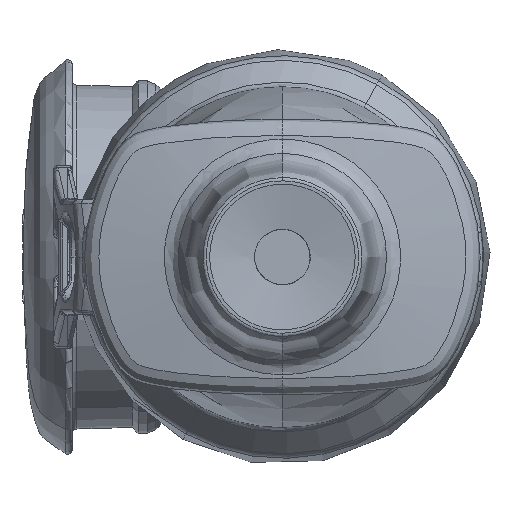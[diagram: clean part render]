
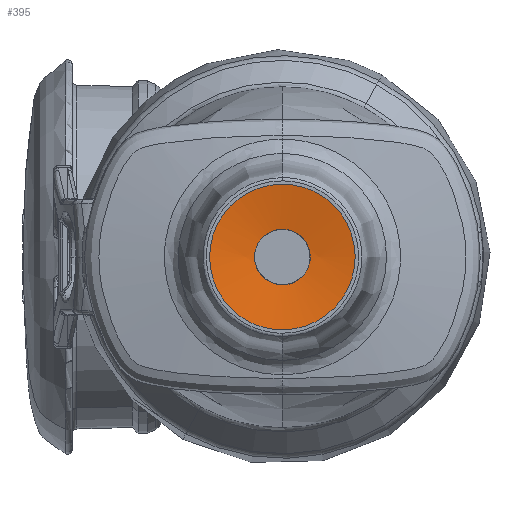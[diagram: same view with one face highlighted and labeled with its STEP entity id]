
A CAD part, left-side view. The second image highlights one B-rep face of the part: STEP entity #395.
In plain terms, the highlighted spherical face has radius 36.135 mm.
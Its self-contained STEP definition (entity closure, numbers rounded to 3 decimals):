
#347=AXIS2_PLACEMENT_3D('Sphere Axis2P3D',#344,#345,#346) ;
#284=CARTESIAN_POINT('Control Point',(-80.361,2.615,1.429)) ;
#285=CARTESIAN_POINT('Control Point',(-80.361,2.186,2.213)) ;
#286=CARTESIAN_POINT('Control Point',(-80.361,1.463,2.837)) ;
#287=CARTESIAN_POINT('Control Point',(-80.361,0.526,3.148)) ;
#288=CARTESIAN_POINT('Control Point',(-80.361,-0.797,3.056)) ;
#289=CARTESIAN_POINT('Control Point',(-80.361,-1.853,2.373)) ;
#290=CARTESIAN_POINT('Control Point',(-80.361,-2.119,2.139)) ;
#291=CARTESIAN_POINT('Control Point',(-80.361,-2.757,1.383)) ;
#292=CARTESIAN_POINT('Control Point',(-80.361,-3.054,0.415)) ;
#293=CARTESIAN_POINT('Control Point',(-80.361,-3.072,-0.245)) ;
#294=CARTESIAN_POINT('Control Point',(-80.361,-2.916,-0.877)) ;
#295=CARTESIAN_POINT('Control Point',(-80.361,-2.615,-1.429)) ;
#296=CARTESIAN_POINT('Vertex',(-80.361,2.615,1.429)) ;
#298=CARTESIAN_POINT('Vertex',(-80.361,-2.615,-1.429)) ;
#324=CARTESIAN_POINT('Control Point',(-80.361,2.615,1.429)) ;
#325=CARTESIAN_POINT('Control Point',(-80.361,2.932,0.847)) ;
#326=CARTESIAN_POINT('Control Point',(-80.361,3.088,0.178)) ;
#327=CARTESIAN_POINT('Control Point',(-80.361,3.05,-0.52)) ;
#328=CARTESIAN_POINT('Control Point',(-80.361,2.711,-1.477)) ;
#329=CARTESIAN_POINT('Control Point',(-80.361,2.043,-2.204)) ;
#330=CARTESIAN_POINT('Control Point',(-80.361,1.797,-2.409)) ;
#331=CARTESIAN_POINT('Control Point',(-80.361,0.763,-3.058)) ;
#332=CARTESIAN_POINT('Control Point',(-80.361,-0.525,-3.148)) ;
#333=CARTESIAN_POINT('Control Point',(-80.361,-1.463,-2.838)) ;
#334=CARTESIAN_POINT('Control Point',(-80.361,-2.186,-2.214)) ;
#335=CARTESIAN_POINT('Control Point',(-80.361,-2.615,-1.429)) ;
#344=CARTESIAN_POINT('Axis2P3D Location',(-116.373,0.,0.)) ;
#350=CARTESIAN_POINT('Control Point',(-81.09,-3.511,6.965)) ;
#351=CARTESIAN_POINT('Control Point',(-81.09,-4.603,6.415)) ;
#352=CARTESIAN_POINT('Control Point',(-81.09,-5.591,5.648)) ;
#353=CARTESIAN_POINT('Control Point',(-81.09,-6.416,4.691)) ;
#354=CARTESIAN_POINT('Control Point',(-81.09,-7.648,2.495)) ;
#355=CARTESIAN_POINT('Control Point',(-81.09,-7.95,-0.006)) ;
#356=CARTESIAN_POINT('Control Point',(-81.09,-7.847,-1.274)) ;
#357=CARTESIAN_POINT('Control Point',(-81.09,-7.146,-3.694)) ;
#358=CARTESIAN_POINT('Control Point',(-81.09,-5.578,-5.662)) ;
#359=CARTESIAN_POINT('Control Point',(-81.09,-4.61,-6.472)) ;
#360=CARTESIAN_POINT('Control Point',(-81.09,-2.433,-7.659)) ;
#361=CARTESIAN_POINT('Control Point',(-81.09,0.018,-7.941)) ;
#362=CARTESIAN_POINT('Control Point',(-81.09,1.248,-7.843)) ;
#363=CARTESIAN_POINT('Control Point',(-81.09,2.431,-7.509)) ;
#364=CARTESIAN_POINT('Control Point',(-81.09,3.511,-6.965)) ;
#365=CARTESIAN_POINT('Vertex',(-81.09,-3.511,6.965)) ;
#367=CARTESIAN_POINT('Vertex',(-81.09,3.511,-6.965)) ;
#371=CARTESIAN_POINT('Control Point',(-81.09,3.511,-6.965)) ;
#372=CARTESIAN_POINT('Control Point',(-81.09,4.62,-6.406)) ;
#373=CARTESIAN_POINT('Control Point',(-81.09,5.622,-5.624)) ;
#374=CARTESIAN_POINT('Control Point',(-81.09,6.455,-4.645)) ;
#375=CARTESIAN_POINT('Control Point',(-81.09,7.676,-2.419)) ;
#376=CARTESIAN_POINT('Control Point',(-81.09,7.949,0.106)) ;
#377=CARTESIAN_POINT('Control Point',(-81.09,7.831,1.373)) ;
#378=CARTESIAN_POINT('Control Point',(-81.09,7.099,3.784)) ;
#379=CARTESIAN_POINT('Control Point',(-81.09,5.507,5.731)) ;
#380=CARTESIAN_POINT('Control Point',(-81.09,4.53,6.529)) ;
#381=CARTESIAN_POINT('Control Point',(-81.09,2.356,7.679)) ;
#382=CARTESIAN_POINT('Control Point',(-81.09,-0.077,7.937)) ;
#383=CARTESIAN_POINT('Control Point',(-81.09,-1.285,7.833)) ;
#384=CARTESIAN_POINT('Control Point',(-81.09,-2.448,7.501)) ;
#385=CARTESIAN_POINT('Control Point',(-81.09,-3.511,6.965)) ;
#345=DIRECTION('Axis2P3D Direction',(0.,0.,-1.)) ;
#346=DIRECTION('Axis2P3D XDirection',(0.358,0.934,0.)) ;
#388=ORIENTED_EDGE('',*,*,#369,.F.) ;
#389=ORIENTED_EDGE('',*,*,#386,.F.) ;
#392=ORIENTED_EDGE('',*,*,#336,.T.) ;
#393=ORIENTED_EDGE('',*,*,#300,.T.) ;
#394=FACE_BOUND('',#391,.T.) ;
#395=ADVANCED_FACE('EB00228_A.1',(#390,#394),#348,.F.) ;
#283=B_SPLINE_CURVE_WITH_KNOTS('',5,(#284,#285,#286,#287,#288,#289,#290,#291,#292,#293,#294,#295),.UNSPECIFIED.,.F.,.U.,(6,3,3,6),(6.643,12.988,15.473,19.934),.UNSPECIFIED.) ;
#323=B_SPLINE_CURVE_WITH_KNOTS('',5,(#324,#325,#326,#327,#328,#329,#330,#331,#332,#333,#334,#335),.UNSPECIFIED.,.F.,.U.,(6,3,3,6),(0.,4.699,6.944,13.292),.UNSPECIFIED.) ;
#349=B_SPLINE_CURVE_WITH_KNOTS('',5,(#350,#351,#352,#353,#354,#355,#356,#357,#358,#359,#360,#361,#362,#363,#364),.UNSPECIFIED.,.F.,.U.,(6,3,3,3,6),(0.,8.713,17.47,26.186,34.808),.UNSPECIFIED.) ;
#370=B_SPLINE_CURVE_WITH_KNOTS('',5,(#371,#372,#373,#374,#375,#376,#377,#378,#379,#380,#381,#382,#383,#384,#385),.UNSPECIFIED.,.F.,.U.,(6,3,3,3,6),(34.808,43.66,52.417,61.133,69.617),.UNSPECIFIED.) ;
#300=EDGE_CURVE('',#297,#299,#283,.T.) ;
#336=EDGE_CURVE('',#299,#297,#323,.F.) ;
#369=EDGE_CURVE('',#366,#368,#349,.T.) ;
#386=EDGE_CURVE('',#368,#366,#370,.T.) ;
#387=EDGE_LOOP('',(#388,#389)) ;
#391=EDGE_LOOP('',(#392,#393)) ;
#390=FACE_OUTER_BOUND('',#387,.T.) ;
#348=SPHERICAL_SURFACE('',#347,36.135) ;
#297=VERTEX_POINT('',#296) ;
#299=VERTEX_POINT('',#298) ;
#366=VERTEX_POINT('',#365) ;
#368=VERTEX_POINT('',#367) ;
